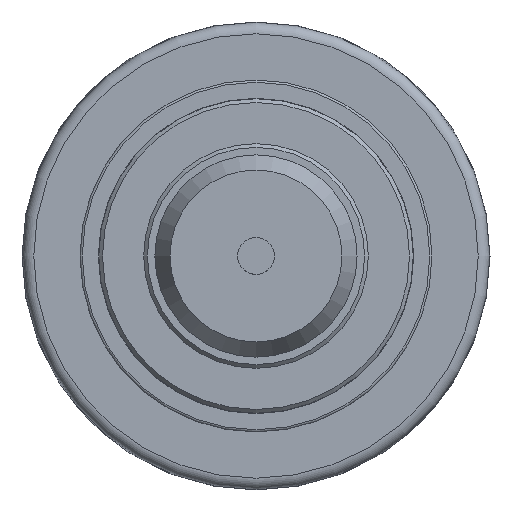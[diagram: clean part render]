
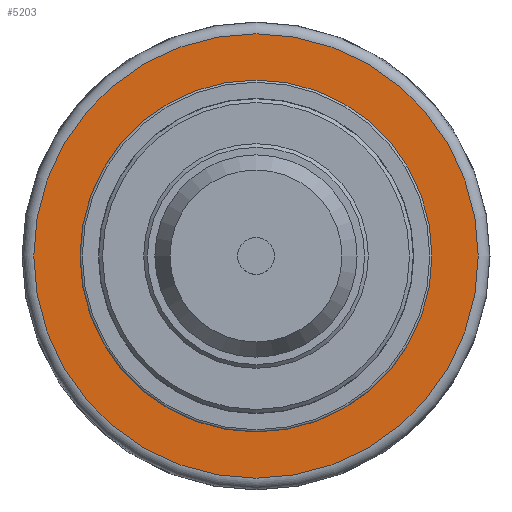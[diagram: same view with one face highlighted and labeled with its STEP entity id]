
A CAD part, left-side view. The second image highlights one B-rep face of the part: STEP entity #5203.
In plain terms, the highlighted planar face has unit normal (-1, 0, 0).
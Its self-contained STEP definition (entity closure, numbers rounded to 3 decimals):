
#53=FACE_BOUND('',#564,.T.);
#73=PLANE('',#5666);
#267=FACE_OUTER_BOUND('',#563,.T.);
#563=EDGE_LOOP('',(#3611,#3612));
#564=EDGE_LOOP('',(#3613,#3614));
#887=CIRCLE('',#5550,23.5);
#888=CIRCLE('',#5551,23.5);
#999=CIRCLE('',#5667,29.678);
#1000=CIRCLE('',#5668,29.678);
#1986=VERTEX_POINT('',#8806);
#1987=VERTEX_POINT('',#8808);
#2123=VERTEX_POINT('',#9089);
#2124=VERTEX_POINT('',#9090);
#2503=EDGE_CURVE('',#1987,#1986,#887,.T.);
#2504=EDGE_CURVE('',#1986,#1987,#888,.T.);
#2643=EDGE_CURVE('',#2123,#2124,#999,.T.);
#2644=EDGE_CURVE('',#2124,#2123,#1000,.T.);
#3611=ORIENTED_EDGE('',*,*,#2643,.F.);
#3612=ORIENTED_EDGE('',*,*,#2644,.F.);
#3613=ORIENTED_EDGE('',*,*,#2503,.T.);
#3614=ORIENTED_EDGE('',*,*,#2504,.T.);
#5203=ADVANCED_FACE('',(#267,#53),#73,.T.);
#5550=AXIS2_PLACEMENT_3D('',#8809,#6573,#6574);
#5551=AXIS2_PLACEMENT_3D('',#8810,#6575,#6576);
#5666=AXIS2_PLACEMENT_3D('',#9088,#6833,#6834);
#5667=AXIS2_PLACEMENT_3D('',#9091,#6835,#6836);
#5668=AXIS2_PLACEMENT_3D('',#9092,#6837,#6838);
#6573=DIRECTION('center_axis',(1.,0.,0.));
#6574=DIRECTION('ref_axis',(0.,0.,1.));
#6575=DIRECTION('center_axis',(1.,0.,0.));
#6576=DIRECTION('ref_axis',(0.,0.,1.));
#6833=DIRECTION('center_axis',(-1.,0.,0.));
#6834=DIRECTION('ref_axis',(0.,-1.,0.));
#6835=DIRECTION('center_axis',(1.,0.,0.));
#6836=DIRECTION('ref_axis',(0.,0.,-1.));
#6837=DIRECTION('center_axis',(1.,0.,0.));
#6838=DIRECTION('ref_axis',(0.,0.,-1.));
#8806=CARTESIAN_POINT('',(15.85,0.,-23.5));
#8808=CARTESIAN_POINT('',(15.85,0.,23.5));
#8809=CARTESIAN_POINT('Origin',(15.85,0.,0.));
#8810=CARTESIAN_POINT('Origin',(15.85,0.,0.));
#9088=CARTESIAN_POINT('Origin',(15.85,0.,27.325));
#9089=CARTESIAN_POINT('',(15.85,0.,29.678));
#9090=CARTESIAN_POINT('',(15.85,-29.678,0.));
#9091=CARTESIAN_POINT('Origin',(15.85,0.,0.));
#9092=CARTESIAN_POINT('Origin',(15.85,0.,0.));
